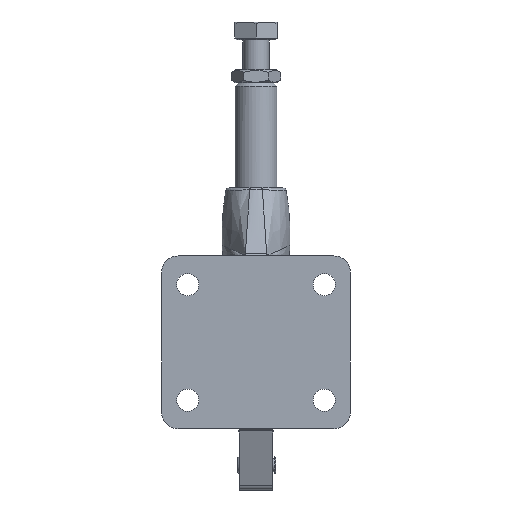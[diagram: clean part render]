
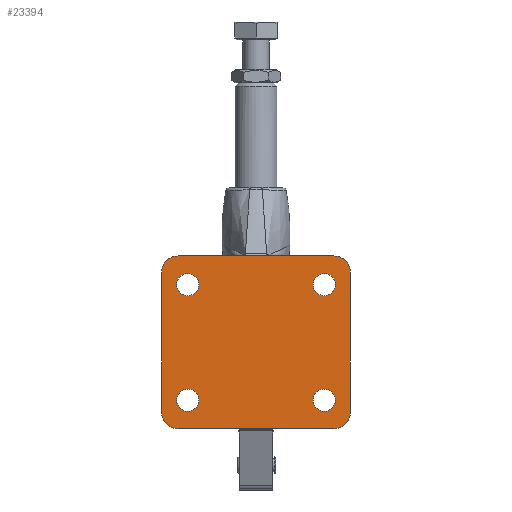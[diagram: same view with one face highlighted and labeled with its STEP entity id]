
A CAD part, front view. The second image highlights one B-rep face of the part: STEP entity #23394.
In plain terms, the highlighted planar face has unit normal (0, -1, 0).
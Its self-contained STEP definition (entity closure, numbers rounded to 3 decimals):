
#195 = CARTESIAN_POINT ( 'NONE',  ( -20.7, -25.4, -32.65 ) ) ;
#232 = CARTESIAN_POINT ( 'NONE',  ( -20.7, -25.4, -67.65 ) ) ;
#233 = CARTESIAN_POINT ( 'NONE',  ( -20.7, -25.4, -60.95 ) ) ;
#237 = CARTESIAN_POINT ( 'NONE',  ( 20.7, -25.4, -67.65 ) ) ;
#239 = CARTESIAN_POINT ( 'NONE',  ( -20.7, -25.4, -25.95 ) ) ;
#243 = CARTESIAN_POINT ( 'NONE',  ( 20.7, -25.4, -32.65 ) ) ;
#245 = CARTESIAN_POINT ( 'NONE',  ( 20.7, -25.4, -60.95 ) ) ;
#251 = CARTESIAN_POINT ( 'NONE',  ( 20.7, -25.4, -25.95 ) ) ;
#864 = CARTESIAN_POINT ( 'NONE',  ( -23.6, -25.4, -73. ) ) ;
#875 = CARTESIAN_POINT ( 'NONE',  ( -28.6, -25.4, -25.6 ) ) ;
#878 = CARTESIAN_POINT ( 'NONE',  ( -28.6, -25.4, -68. ) ) ;
#883 = CARTESIAN_POINT ( 'NONE',  ( 23.6, -25.4, -73. ) ) ;
#921 = CARTESIAN_POINT ( 'NONE',  ( 23.6, -25.4, -20.6 ) ) ;
#923 = CARTESIAN_POINT ( 'NONE',  ( -23.6, -25.4, -20.6 ) ) ;
#926 = CARTESIAN_POINT ( 'NONE',  ( 28.6, -25.4, -68. ) ) ;
#929 = CARTESIAN_POINT ( 'NONE',  ( 28.6, -25.4, -25.6 ) ) ;
#1367 = CARTESIAN_POINT ( 'NONE',  ( 28.6, -25.4, -73. ) ) ;
#1369 = DIRECTION ( 'NONE',  ( 0., 1., 0. ) ) ;
#1371 = PLANE ( 'NONE',  #4493 ) ;
#1374 = DIRECTION ( 'NONE',  ( 0., 0., 1. ) ) ;
#3754 = LINE ( 'NONE', #7347, #3757 ) ;
#3757 = VECTOR ( 'NONE', #7349, 1000. ) ;
#3766 = LINE ( 'NONE', #7358, #3769 ) ;
#3769 = VECTOR ( 'NONE', #7359, 1000. ) ;
#3782 = LINE ( 'NONE', #8263, #3785 ) ;
#3785 = VECTOR ( 'NONE', #8264, 1000. ) ;
#3794 = LINE ( 'NONE', #8275, #3797 ) ;
#3797 = VECTOR ( 'NONE', #8276, 1000. ) ;
#3799 = CIRCLE ( 'NONE', #4385, 3.35 ) ;
#3806 = CIRCLE ( 'NONE', #4384, 3.35 ) ;
#3808 = CIRCLE ( 'NONE', #4386, 3.35 ) ;
#3809 = CIRCLE ( 'NONE', #4387, 3.35 ) ;
#3810 = CIRCLE ( 'NONE', #4388, 5. ) ;
#3812 = CIRCLE ( 'NONE', #4389, 5. ) ;
#3813 = CIRCLE ( 'NONE', #4390, 5. ) ;
#3814 = CIRCLE ( 'NONE', #4391, 5. ) ;
#4384 = AXIS2_PLACEMENT_3D ( 'NONE', #8294, #8295, #8296 ) ;
#4385 = AXIS2_PLACEMENT_3D ( 'NONE', #8297, #8298, #8299 ) ;
#4386 = AXIS2_PLACEMENT_3D ( 'NONE', #8300, #8301, #8302 ) ;
#4387 = AXIS2_PLACEMENT_3D ( 'NONE', #8303, #8304, #8305 ) ;
#4388 = AXIS2_PLACEMENT_3D ( 'NONE', #8306, #8307, #8308 ) ;
#4389 = AXIS2_PLACEMENT_3D ( 'NONE', #8309, #8310, #8311 ) ;
#4390 = AXIS2_PLACEMENT_3D ( 'NONE', #8312, #8313, #8314 ) ;
#4391 = AXIS2_PLACEMENT_3D ( 'NONE', #8315, #8316, #8317 ) ;
#4417 = AXIS2_PLACEMENT_3D ( 'NONE', #17899, #17901, #17903 ) ;
#4420 = AXIS2_PLACEMENT_3D ( 'NONE', #17936, #17938, #17940 ) ;
#4423 = AXIS2_PLACEMENT_3D ( 'NONE', #17974, #17975, #17977 ) ;
#4426 = AXIS2_PLACEMENT_3D ( 'NONE', #18011, #18013, #18014 ) ;
#4493 = AXIS2_PLACEMENT_3D ( 'NONE', #1367, #1369, #1374 ) ;
#7347 = CARTESIAN_POINT ( 'NONE',  ( -28.6, -25.4, -73. ) ) ;
#7349 = DIRECTION ( 'NONE',  ( 0., 0., -1. ) ) ;
#7358 = CARTESIAN_POINT ( 'NONE',  ( 28.6, -25.4, -73. ) ) ;
#7359 = DIRECTION ( 'NONE',  ( -1., 0., 0. ) ) ;
#8263 = CARTESIAN_POINT ( 'NONE',  ( 28.6, -25.4, -20.6 ) ) ;
#8264 = DIRECTION ( 'NONE',  ( -1., 0., 0. ) ) ;
#8275 = CARTESIAN_POINT ( 'NONE',  ( 28.6, -25.4, -73. ) ) ;
#8276 = DIRECTION ( 'NONE',  ( 0., 0., -1. ) ) ;
#8294 = CARTESIAN_POINT ( 'NONE',  ( -20.7, -25.4, -64.3 ) ) ;
#8295 = DIRECTION ( 'NONE',  ( 0., 1., 0. ) ) ;
#8296 = DIRECTION ( 'NONE',  ( 0., 0., 1. ) ) ;
#8297 = CARTESIAN_POINT ( 'NONE',  ( -20.7, -25.4, -29.3 ) ) ;
#8298 = DIRECTION ( 'NONE',  ( 0., 1., 0. ) ) ;
#8299 = DIRECTION ( 'NONE',  ( 0., 0., 1. ) ) ;
#8300 = CARTESIAN_POINT ( 'NONE',  ( 20.7, -25.4, -64.3 ) ) ;
#8301 = DIRECTION ( 'NONE',  ( 0., 1., 0. ) ) ;
#8302 = DIRECTION ( 'NONE',  ( 0., 0., 1. ) ) ;
#8303 = CARTESIAN_POINT ( 'NONE',  ( 20.7, -25.4, -29.3 ) ) ;
#8304 = DIRECTION ( 'NONE',  ( 0., 1., 0. ) ) ;
#8305 = DIRECTION ( 'NONE',  ( 0., 0., 1. ) ) ;
#8306 = CARTESIAN_POINT ( 'NONE',  ( -23.6, -25.4, -68. ) ) ;
#8307 = DIRECTION ( 'NONE',  ( 0., -1., 0. ) ) ;
#8308 = DIRECTION ( 'NONE',  ( 0., 0., 1. ) ) ;
#8309 = CARTESIAN_POINT ( 'NONE',  ( 23.6, -25.4, -68. ) ) ;
#8310 = DIRECTION ( 'NONE',  ( 0., -1., 0. ) ) ;
#8311 = DIRECTION ( 'NONE',  ( 0., 0., 1. ) ) ;
#8312 = CARTESIAN_POINT ( 'NONE',  ( 23.6, -25.4, -25.6 ) ) ;
#8313 = DIRECTION ( 'NONE',  ( 0., -1., 0. ) ) ;
#8314 = DIRECTION ( 'NONE',  ( 0., 0., 1. ) ) ;
#8315 = CARTESIAN_POINT ( 'NONE',  ( -23.6, -25.4, -25.6 ) ) ;
#8316 = DIRECTION ( 'NONE',  ( 0., -1., 0. ) ) ;
#8317 = DIRECTION ( 'NONE',  ( 0., 0., 1. ) ) ;
#10382 = CIRCLE ( 'NONE', #4417, 3.35 ) ;
#10395 = CIRCLE ( 'NONE', #4420, 3.35 ) ;
#10406 = CIRCLE ( 'NONE', #4423, 3.35 ) ;
#10417 = CIRCLE ( 'NONE', #4426, 3.35 ) ;
#10740 = FACE_BOUND ( 'NONE', #22750, .T. ) ;
#10744 = FACE_BOUND ( 'NONE', #22733, .T. ) ;
#10746 = FACE_OUTER_BOUND ( 'NONE', #22738, .T. ) ;
#10747 = FACE_BOUND ( 'NONE', #22748, .T. ) ;
#10748 = FACE_BOUND ( 'NONE', #22741, .T. ) ;
#17213 = EDGE_CURVE ( 'NONE', #27961, #27964, #3754, .T. ) ;
#17219 = EDGE_CURVE ( 'NONE', #27969, #27959, #3766, .T. ) ;
#17275 = EDGE_CURVE ( 'NONE', #28007, #28009, #3782, .T. ) ;
#17281 = EDGE_CURVE ( 'NONE', #28015, #28012, #3794, .T. ) ;
#17289 = EDGE_CURVE ( 'NONE', #26110, #26109, #3806, .T. ) ;
#17290 = EDGE_CURVE ( 'NONE', #26116, #26072, #3799, .T. ) ;
#17291 = EDGE_CURVE ( 'NONE', #26122, #26114, #3808, .T. ) ;
#17292 = EDGE_CURVE ( 'NONE', #26128, #26120, #3809, .T. ) ;
#17293 = EDGE_CURVE ( 'NONE', #27964, #27959, #3810, .T. ) ;
#17294 = EDGE_CURVE ( 'NONE', #27969, #28012, #3812, .T. ) ;
#17295 = EDGE_CURVE ( 'NONE', #28015, #28007, #3813, .T. ) ;
#17296 = EDGE_CURVE ( 'NONE', #28009, #27961, #3814, .T. ) ;
#17899 = CARTESIAN_POINT ( 'NONE',  ( -20.7, -25.4, -64.3 ) ) ;
#17901 = DIRECTION ( 'NONE',  ( 0., 1., 0. ) ) ;
#17903 = DIRECTION ( 'NONE',  ( 0., 0., 1. ) ) ;
#17936 = CARTESIAN_POINT ( 'NONE',  ( -20.7, -25.4, -29.3 ) ) ;
#17938 = DIRECTION ( 'NONE',  ( 0., 1., 0. ) ) ;
#17940 = DIRECTION ( 'NONE',  ( 0., 0., 1. ) ) ;
#17974 = CARTESIAN_POINT ( 'NONE',  ( 20.7, -25.4, -64.3 ) ) ;
#17975 = DIRECTION ( 'NONE',  ( 0., 1., 0. ) ) ;
#17977 = DIRECTION ( 'NONE',  ( 0., 0., 1. ) ) ;
#18011 = CARTESIAN_POINT ( 'NONE',  ( 20.7, -25.4, -29.3 ) ) ;
#18013 = DIRECTION ( 'NONE',  ( 0., 1., 0. ) ) ;
#18014 = DIRECTION ( 'NONE',  ( 0., 0., 1. ) ) ;
#19696 = EDGE_CURVE ( 'NONE', #26109, #26110, #10382, .T. ) ;
#19703 = EDGE_CURVE ( 'NONE', #26072, #26116, #10395, .T. ) ;
#19710 = EDGE_CURVE ( 'NONE', #26114, #26122, #10406, .T. ) ;
#19717 = EDGE_CURVE ( 'NONE', #26120, #26128, #10417, .T. ) ;
#22733 = EDGE_LOOP ( 'NONE', ( #23312, #23313 ) ) ;
#22738 = EDGE_LOOP ( 'NONE', ( #23320, #23321, #23322, #23323, #23324, #23325, #23326, #23327 ) ) ;
#22741 = EDGE_LOOP ( 'NONE', ( #23314, #23315 ) ) ;
#22748 = EDGE_LOOP ( 'NONE', ( #23318, #23319 ) ) ;
#22750 = EDGE_LOOP ( 'NONE', ( #23316, #23317 ) ) ;
#23312 = ORIENTED_EDGE ( 'NONE', *, *, #17289, .T. ) ;
#23313 = ORIENTED_EDGE ( 'NONE', *, *, #19696, .T. ) ;
#23314 = ORIENTED_EDGE ( 'NONE', *, *, #17290, .T. ) ;
#23315 = ORIENTED_EDGE ( 'NONE', *, *, #19703, .T. ) ;
#23316 = ORIENTED_EDGE ( 'NONE', *, *, #17291, .T. ) ;
#23317 = ORIENTED_EDGE ( 'NONE', *, *, #19710, .T. ) ;
#23318 = ORIENTED_EDGE ( 'NONE', *, *, #17292, .T. ) ;
#23319 = ORIENTED_EDGE ( 'NONE', *, *, #19717, .T. ) ;
#23320 = ORIENTED_EDGE ( 'NONE', *, *, #17213, .T. ) ;
#23321 = ORIENTED_EDGE ( 'NONE', *, *, #17293, .T. ) ;
#23322 = ORIENTED_EDGE ( 'NONE', *, *, #17219, .F. ) ;
#23323 = ORIENTED_EDGE ( 'NONE', *, *, #17294, .T. ) ;
#23324 = ORIENTED_EDGE ( 'NONE', *, *, #17281, .F. ) ;
#23325 = ORIENTED_EDGE ( 'NONE', *, *, #17295, .T. ) ;
#23326 = ORIENTED_EDGE ( 'NONE', *, *, #17275, .T. ) ;
#23327 = ORIENTED_EDGE ( 'NONE', *, *, #17296, .T. ) ;
#23394 = ADVANCED_FACE ( 'NONE', ( #10744, #10748, #10740, #10747, #10746 ), #1371, .F. ) ;
#26072 = VERTEX_POINT ( 'NONE', #195 ) ;
#26109 = VERTEX_POINT ( 'NONE', #232 ) ;
#26110 = VERTEX_POINT ( 'NONE', #233 ) ;
#26114 = VERTEX_POINT ( 'NONE', #237 ) ;
#26116 = VERTEX_POINT ( 'NONE', #239 ) ;
#26120 = VERTEX_POINT ( 'NONE', #243 ) ;
#26122 = VERTEX_POINT ( 'NONE', #245 ) ;
#26128 = VERTEX_POINT ( 'NONE', #251 ) ;
#27959 = VERTEX_POINT ( 'NONE', #864 ) ;
#27961 = VERTEX_POINT ( 'NONE', #875 ) ;
#27964 = VERTEX_POINT ( 'NONE', #878 ) ;
#27969 = VERTEX_POINT ( 'NONE', #883 ) ;
#28007 = VERTEX_POINT ( 'NONE', #921 ) ;
#28009 = VERTEX_POINT ( 'NONE', #923 ) ;
#28012 = VERTEX_POINT ( 'NONE', #926 ) ;
#28015 = VERTEX_POINT ( 'NONE', #929 ) ;
